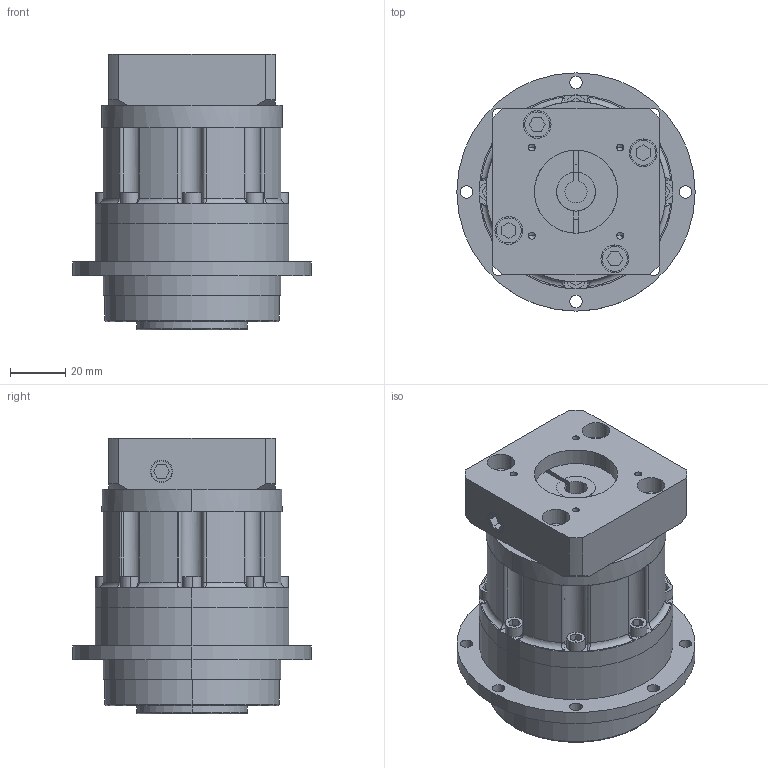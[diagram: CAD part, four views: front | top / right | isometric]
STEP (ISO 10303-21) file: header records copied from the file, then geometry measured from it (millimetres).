
FILE_DESCRIPTION (( 'STEP AP214' ), '1' );
FILE_NAME ('VGH64单级模型（8-25 30-3 4-3.5-45）.STEP', '2018-06-20T06:07:15', ( 'Windows' ), ( 'Microsoft' ), 'SwSTEP 2.0', 'SolidWorks 2016', '' );
FILE_SCHEMA (( 'AUTOMOTIVE_DESIGN' ));
Length unit declared in the file: millimetre
Products named in the file (1): VGH64单级模型（8-25 30-3 4-3.5-45）
Bounding box: 86 x 86 x 99.5 mm (x, y, z)
Volume: 319667.9 mm3; surface area: 62923.5 mm2
Topology: 4 solids, 4 shells, 397 faces, 974 edges, 618 vertices
Faces by surface type: cylinder 174, plane 165, cone 28, bspline 16, torus 14
Entity records: 13813 total; most frequent: CARTESIAN_POINT 3306, DIRECTION 2042, ORIENTED_EDGE 1900, EDGE_CURVE 950, AXIS2_PLACEMENT_3D 770, VERTEX_POINT 618, VECTOR 502, LINE 502
